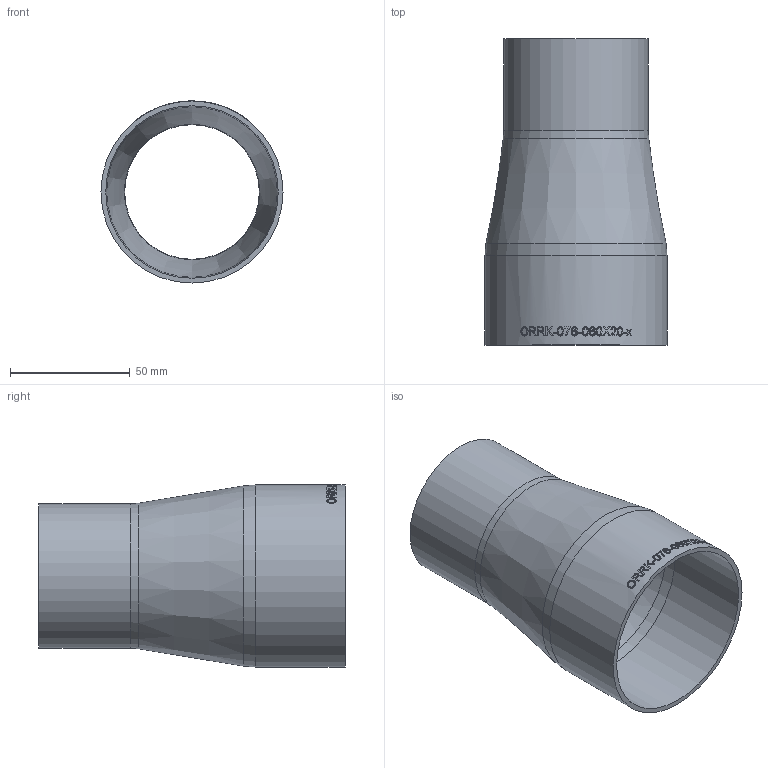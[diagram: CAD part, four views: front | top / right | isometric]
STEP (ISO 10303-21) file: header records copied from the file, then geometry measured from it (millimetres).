
FILE_DESCRIPTION (( 'STEP AP214' ), '1' );
FILE_NAME ('ORRK-076-060X20-x Reduzierung orbital ISO Koncenter 2008.STEP', '2020-08-14T12:51:54', ( '' ), ( '' ), 'SwSTEP 2.0', 'SolidWorks 2019', '' );
FILE_SCHEMA (( 'AUTOMOTIVE_DESIGN' ));
Length unit declared in the file: millimetre
Products named in the file (1): ORRK-076-060X20-x Reduzierung orbital ISO Koncenter 2008
Bounding box: 76.1 x 128 x 76.1 mm (x, y, z)
Volume: 53267.3 mm3; surface area: 54344.8 mm2
Topology: 1 solids, 1 shells, 232 faces, 604 edges, 400 vertices
Faces by surface type: bspline 141, plane 55, cylinder 30, torus 4, cone 2
Full cylindrical faces by diameter (mm): 56.3 x1, 60.3 x1, 72.1 x1, 76.1 x1
Entity records: 29480 total; most frequent: CARTESIAN_POINT 22681, ORIENTED_EDGE 1188, EDGE_CURVE 594, B_SPLINE_CURVE_WITH_KNOTS 443, DIRECTION 417, VERTEX_POINT 400, EDGE_LOOP 270, FACE_OUTER_BOUND 240
